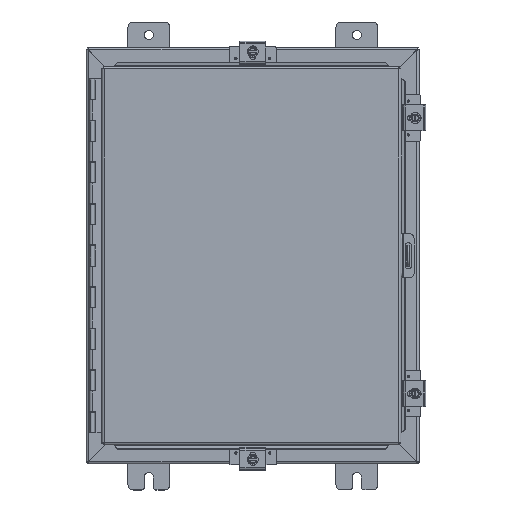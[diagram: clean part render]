
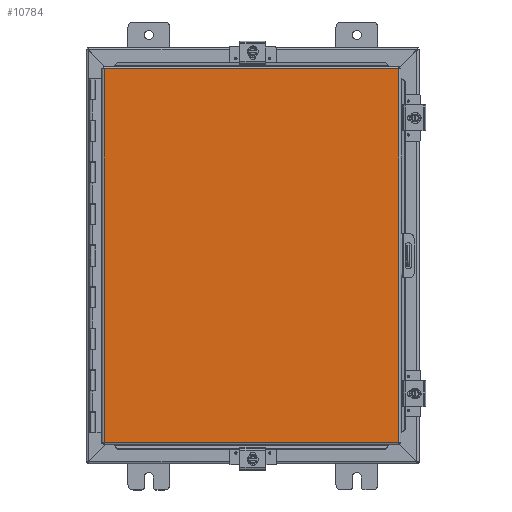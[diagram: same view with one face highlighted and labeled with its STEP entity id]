
A CAD part, top view. The second image highlights one B-rep face of the part: STEP entity #10784.
In plain terms, the highlighted face is planar.
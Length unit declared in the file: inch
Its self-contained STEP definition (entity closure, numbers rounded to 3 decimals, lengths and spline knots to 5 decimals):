
#1161 = AXIS2_PLACEMENT_3D ( 'NONE', #6596, #6551, #6548 ) ;
#3306 = VECTOR ( 'NONE', #23872, 39.37008 ) ;
#3386 = EDGE_LOOP ( 'NONE', ( #22227, #22511, #22592, #22897 ) ) ;
#3832 = EDGE_CURVE ( 'NONE', #20929, #27178, #25903, .T. ) ;
#4909 = EDGE_CURVE ( 'NONE', #12849, #11283, #19173, .T. ) ;
#5358 = CARTESIAN_POINT ( 'NONE',  ( -7.08225, 8.9885, 0. ) ) ;
#5797 = DIRECTION ( 'NONE',  ( 1., 0., 0. ) ) ;
#6336 = EDGE_CURVE ( 'NONE', #27178, #12849, #23354, .T. ) ;
#6548 = DIRECTION ( 'NONE',  ( 1., 0., 0. ) ) ;
#6551 = DIRECTION ( 'NONE',  ( 0., 0., 1. ) ) ;
#6596 = CARTESIAN_POINT ( 'NONE',  ( 0., 0., 0. ) ) ;
#6626 = EDGE_CURVE ( 'NONE', #11283, #20929, #16894, .T. ) ;
#7484 = PLANE ( 'NONE',  #1161 ) ;
#10130 = DIRECTION ( 'NONE',  ( -1., 0., 0. ) ) ;
#10227 = CARTESIAN_POINT ( 'NONE',  ( 7.08225, -8.9885, 0. ) ) ;
#10784 = ADVANCED_FACE ( 'NONE', ( #11454 ), #7484, .F. ) ;
#11283 = VERTEX_POINT ( 'NONE', #37882 ) ;
#11454 = FACE_OUTER_BOUND ( 'NONE', #3386, .T. ) ;
#12849 = VERTEX_POINT ( 'NONE', #29406 ) ;
#12874 = VECTOR ( 'NONE', #26414, 39.37008 ) ;
#16894 = LINE ( 'NONE', #23912, #3306 ) ;
#19106 = VECTOR ( 'NONE', #5797, 39.37008 ) ;
#19173 = LINE ( 'NONE', #5358, #19106 ) ;
#20929 = VERTEX_POINT ( 'NONE', #34048 ) ;
#22227 = ORIENTED_EDGE ( 'NONE', *, *, #6336, .T. ) ;
#22511 = ORIENTED_EDGE ( 'NONE', *, *, #4909, .T. ) ;
#22592 = ORIENTED_EDGE ( 'NONE', *, *, #6626, .T. ) ;
#22897 = ORIENTED_EDGE ( 'NONE', *, *, #3832, .T. ) ;
#23354 = LINE ( 'NONE', #23732, #12874 ) ;
#23732 = CARTESIAN_POINT ( 'NONE',  ( -7.08225, -8.9885, 0. ) ) ;
#23872 = DIRECTION ( 'NONE',  ( 0., -1., 0. ) ) ;
#23912 = CARTESIAN_POINT ( 'NONE',  ( 7.08225, 8.9885, 0. ) ) ;
#24063 = CARTESIAN_POINT ( 'NONE',  ( -7.08225, -8.9885, 0. ) ) ;
#25903 = LINE ( 'NONE', #10227, #26175 ) ;
#26175 = VECTOR ( 'NONE', #10130, 39.37008 ) ;
#26414 = DIRECTION ( 'NONE',  ( 0., 1., 0. ) ) ;
#27178 = VERTEX_POINT ( 'NONE', #24063 ) ;
#29406 = CARTESIAN_POINT ( 'NONE',  ( -7.08225, 8.9885, 0. ) ) ;
#34048 = CARTESIAN_POINT ( 'NONE',  ( 7.08225, -8.9885, 0. ) ) ;
#37882 = CARTESIAN_POINT ( 'NONE',  ( 7.08225, 8.9885, 0. ) ) ;
